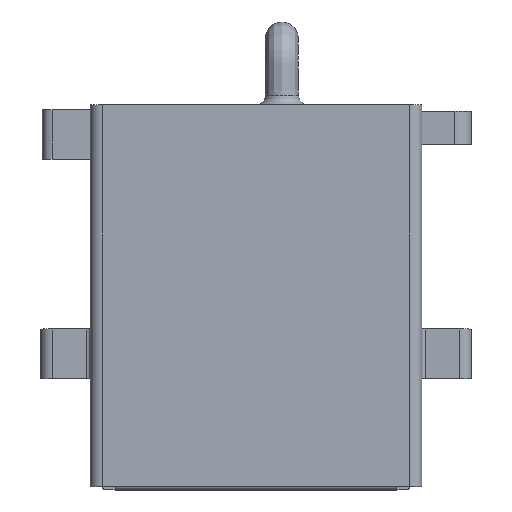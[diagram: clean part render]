
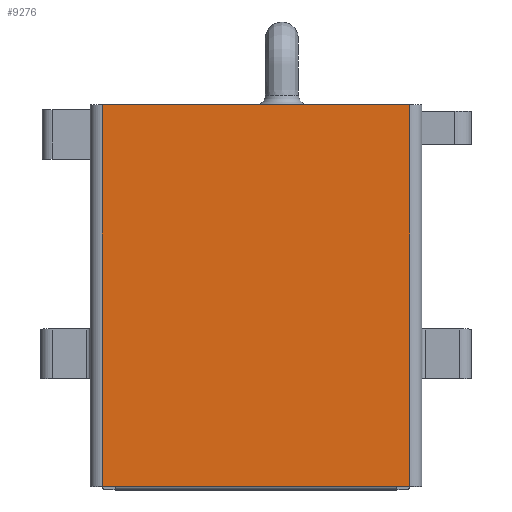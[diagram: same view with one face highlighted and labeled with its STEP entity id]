
A CAD part, top view. The second image highlights one B-rep face of the part: STEP entity #9276.
In plain terms, the highlighted planar face has unit normal (0, 0, 1).
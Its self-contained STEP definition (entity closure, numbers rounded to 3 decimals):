
#1657=ORIENTED_EDGE('',*,*,#4047,.T.);
#1658=ORIENTED_EDGE('',*,*,#4054,.F.);
#1659=ORIENTED_EDGE('',*,*,#3940,.F.);
#1660=ORIENTED_EDGE('',*,*,#4053,.T.);
#3940=EDGE_CURVE('',#5222,#5223,#6151,.T.);
#4047=EDGE_CURVE('',#5301,#5300,#6216,.T.);
#4053=EDGE_CURVE('',#5222,#5301,#6221,.T.);
#4054=EDGE_CURVE('',#5223,#5300,#6222,.T.);
#5222=VERTEX_POINT('',#14878);
#5223=VERTEX_POINT('',#14880);
#5300=VERTEX_POINT('',#15142);
#5301=VERTEX_POINT('',#15144);
#6151=LINE('',#14879,#7120);
#6216=LINE('',#15143,#7185);
#6221=LINE('',#15155,#7190);
#6222=LINE('',#15157,#7191);
#7120=VECTOR('',#11380,1000.);
#7185=VECTOR('',#11559,1000.);
#7190=VECTOR('',#11576,1000.);
#7191=VECTOR('',#11579,1000.);
#7915=EDGE_LOOP('',(#1657,#1658,#1659,#1660));
#8448=FACE_BOUND('',#7915,.T.);
#8910=PLANE('',#9990);
#9276=ADVANCED_FACE('',(#8448),#8910,.F.);
#9990=AXIS2_PLACEMENT_3D('',#15156,#11577,#11578);
#11380=DIRECTION('',(1.,0.,0.));
#11559=DIRECTION('',(1.,0.,0.));
#11576=DIRECTION('',(0.,-1.,0.));
#11577=DIRECTION('',(0.,0.,-1.));
#11578=DIRECTION('',(-1.,0.,0.));
#11579=DIRECTION('',(0.,-1.,0.));
#14878=CARTESIAN_POINT('',(-4.64,5.75,4.55));
#14879=CARTESIAN_POINT('',(-4.64,5.75,4.55));
#14880=CARTESIAN_POINT('',(4.64,5.75,4.55));
#15142=CARTESIAN_POINT('',(4.64,-5.75,4.55));
#15143=CARTESIAN_POINT('',(-4.64,-5.75,4.55));
#15144=CARTESIAN_POINT('',(-4.64,-5.75,4.55));
#15155=CARTESIAN_POINT('',(-4.64,5.75,4.55));
#15156=CARTESIAN_POINT('',(-4.64,5.75,4.55));
#15157=CARTESIAN_POINT('',(4.64,5.75,4.55));
